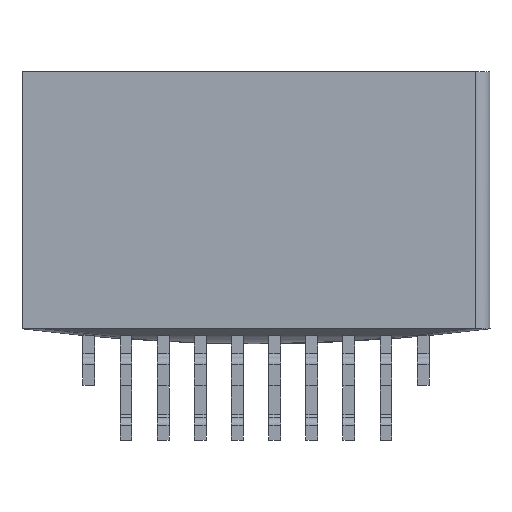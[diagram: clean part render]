
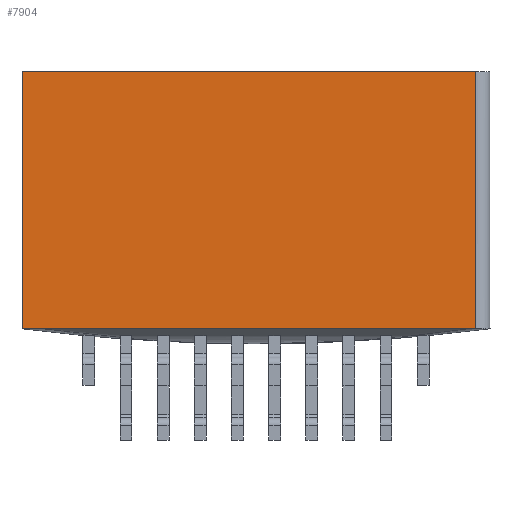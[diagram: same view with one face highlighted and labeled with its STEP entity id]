
A CAD part, front view. The second image highlights one B-rep face of the part: STEP entity #7904.
In plain terms, the highlighted planar face has unit normal (0, -1, 0).
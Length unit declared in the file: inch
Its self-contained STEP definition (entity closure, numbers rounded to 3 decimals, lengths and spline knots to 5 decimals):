
#463=PLANE('',#8611);
#908=FACE_OUTER_BOUND('',#1424,.T.);
#1424=EDGE_LOOP('',(#7003,#7004,#7005,#7006));
#1994=LINE('',#14991,#2733);
#2147=LINE('',#15514,#2886);
#2148=LINE('',#15516,#2887);
#2149=LINE('',#15517,#2888);
#2733=VECTOR('',#10200,39.37008);
#2886=VECTOR('',#10625,39.37008);
#2887=VECTOR('',#10626,39.37008);
#2888=VECTOR('',#10627,39.37008);
#3782=VERTEX_POINT('',#14988);
#3783=VERTEX_POINT('',#14990);
#3939=VERTEX_POINT('',#15513);
#3940=VERTEX_POINT('',#15515);
#4792=EDGE_CURVE('',#3782,#3783,#1994,.T.);
#5018=EDGE_CURVE('',#3939,#3782,#2147,.T.);
#5019=EDGE_CURVE('',#3940,#3939,#2148,.T.);
#5020=EDGE_CURVE('',#3940,#3783,#2149,.T.);
#7003=ORIENTED_EDGE('',*,*,#5018,.F.);
#7004=ORIENTED_EDGE('',*,*,#5019,.F.);
#7005=ORIENTED_EDGE('',*,*,#5020,.T.);
#7006=ORIENTED_EDGE('',*,*,#4792,.F.);
#7904=ADVANCED_FACE('',(#908),#463,.T.);
#8611=AXIS2_PLACEMENT_3D('',#15512,#10623,#10624);
#10200=DIRECTION('',(1.,0.,0.));
#10623=DIRECTION('center_axis',(0.,-1.,0.));
#10624=DIRECTION('ref_axis',(0.,0.,-1.));
#10625=DIRECTION('',(0.,0.,1.));
#10626=DIRECTION('',(-1.,0.,0.));
#10627=DIRECTION('',(0.,0.,1.));
#14988=CARTESIAN_POINT('',(-0.1575,-0.035,0.0865));
#14990=CARTESIAN_POINT('',(0.1475,-0.035,0.0865));
#14991=CARTESIAN_POINT('',(-0.4575,-0.035,0.0865));
#15512=CARTESIAN_POINT('Origin',(-0.4575,-0.035,-0.0865));
#15513=CARTESIAN_POINT('',(-0.1575,-0.035,-0.0865));
#15514=CARTESIAN_POINT('',(-0.1575,-0.035,-0.0865));
#15515=CARTESIAN_POINT('',(0.1475,-0.035,-0.0865));
#15516=CARTESIAN_POINT('',(-0.4575,-0.035,-0.0865));
#15517=CARTESIAN_POINT('',(0.1475,-0.035,0.0865));
